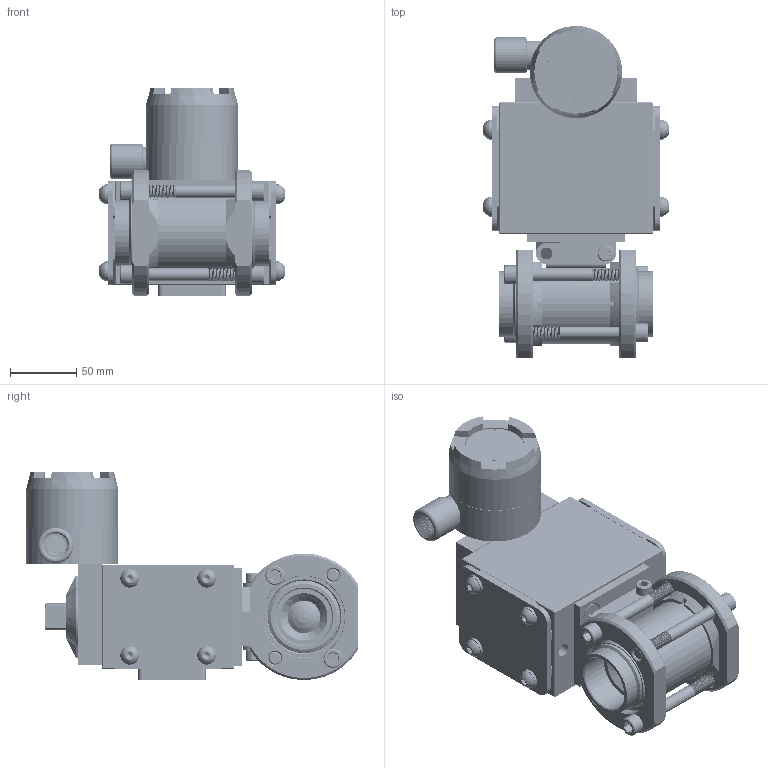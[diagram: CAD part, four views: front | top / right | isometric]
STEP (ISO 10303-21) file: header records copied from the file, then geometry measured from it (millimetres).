
FILE_DESCRIPTION (( 'STEP AP203' ), '1' );
FILE_NAME ('21XXSWSA522DLS.step', '2018-03-15T12:01:03', ( '' ), ( '' ), 'SwSTEP 2.0', 'SolidWorks 2017', '' );
FILE_SCHEMA (( 'CONFIG_CONTROL_DESIGN' ));
Length unit declared in the file: inch
Products named in the file (1): 21XXSWSA522DLS
Bounding box: 139.51 x 249.71 x 156.74 mm (x, y, z)
Volume: 1169847.4 mm3; surface area: 389626.6 mm2
Topology: 53 solids, 53 shells, 2680 faces, 6874 edges, 4340 vertices
Faces by surface type: cylinder 1351, plane 742, cone 435, torus 71, bspline 63, sphere 18
Entity records: 115451 total; most frequent: CARTESIAN_POINT 53638, ORIENTED_EDGE 13580, DIRECTION 12421, EDGE_CURVE 6790, AXIS2_PLACEMENT_3D 4706, VERTEX_POINT 4336, VECTOR 3009, LINE 3009
